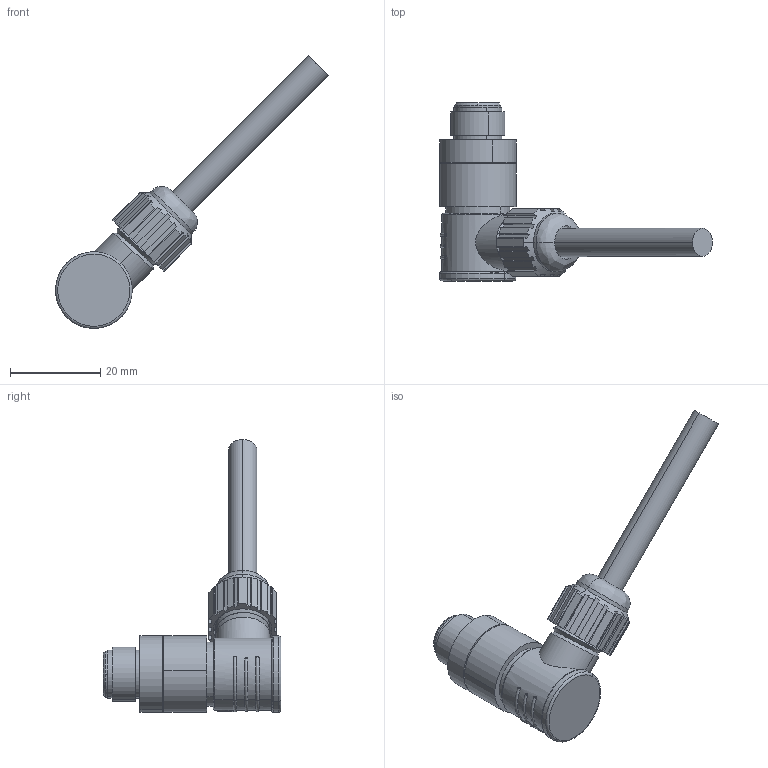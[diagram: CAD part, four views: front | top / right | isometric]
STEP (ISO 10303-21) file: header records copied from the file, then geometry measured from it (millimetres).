
FILE_DESCRIPTION (( 'STEP AP203' ), '1' );
FILE_NAME ('P151.STEP', '2020-05-12T06:15:17', ( 'edpusr' ), ( 'Microsoft' ), 'SwSTEP 2.0', 'SolidWorks 2015', '' );
FILE_SCHEMA (( 'CONFIG_CONTROL_DESIGN' ));
Length unit declared in the file: millimetre
Products named in the file (1): P151
Bounding box: 60.55 x 39.5 x 60.55 mm (x, y, z)
Volume: 10537.6 mm3; surface area: 7593.8 mm2
Topology: 1 solids, 14 shells, 677 faces, 1806 edges, 1192 vertices
Faces by surface type: plane 297, bspline 193, cylinder 160, cone 15, torus 12
Entity records: 28581 total; most frequent: CARTESIAN_POINT 12998, ORIENTED_EDGE 3612, DIRECTION 2572, EDGE_CURVE 1806, VERTEX_POINT 1192, LINE 888, VECTOR 888, AXIS2_PLACEMENT_3D 842
